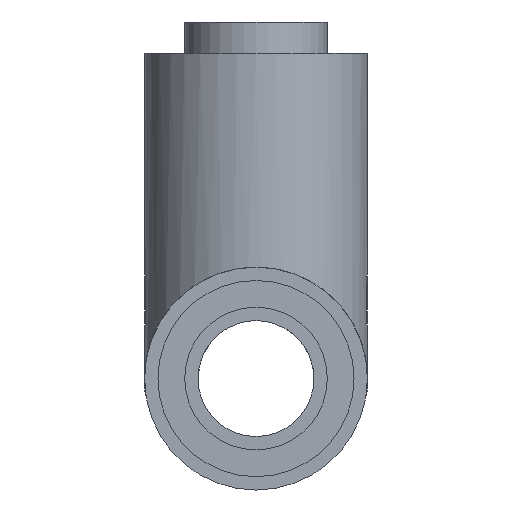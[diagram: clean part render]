
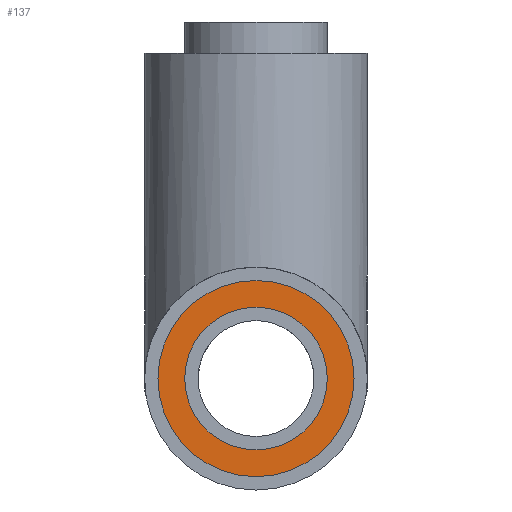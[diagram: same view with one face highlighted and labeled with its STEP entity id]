
A CAD part, left-side view. The second image highlights one B-rep face of the part: STEP entity #137.
In plain terms, the highlighted planar face has unit normal (-1, 0, 0).
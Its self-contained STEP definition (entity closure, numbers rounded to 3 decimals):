
#137 = ADVANCED_FACE( '', ( #311, #312 ), #313, .F. );
#311 = FACE_OUTER_BOUND( '', #528, .T. );
#312 = FACE_BOUND( '', #529, .T. );
#313 = PLANE( '', #530 );
#528 = EDGE_LOOP( '', ( #852 ) );
#529 = EDGE_LOOP( '', ( #853 ) );
#530 = AXIS2_PLACEMENT_3D( '', #854, #855, #856 );
#852 = ORIENTED_EDGE( '', *, *, #1219, .F. );
#853 = ORIENTED_EDGE( '', *, *, #1237, .T. );
#854 = CARTESIAN_POINT( '', ( -30., 0., 16. ) );
#855 = DIRECTION( '', ( 1., 0., 0. ) );
#856 = DIRECTION( '', ( 0., 0., -1. ) );
#1219 = EDGE_CURVE( '', #1455, #1455, #1456, .T. );
#1237 = EDGE_CURVE( '', #1480, #1480, #1481, .T. );
#1455 = VERTEX_POINT( '', #2000 );
#1456 = CIRCLE( '', #2001, 22. );
#1480 = VERTEX_POINT( '', #2047 );
#1481 = CIRCLE( '', #2048, 16. );
#2000 = CARTESIAN_POINT( '', ( -30., 0., -22. ) );
#2001 = AXIS2_PLACEMENT_3D( '', #2383, #2384, #2385 );
#2047 = CARTESIAN_POINT( '', ( -30., 0., -16. ) );
#2048 = AXIS2_PLACEMENT_3D( '', #2409, #2410, #2411 );
#2383 = CARTESIAN_POINT( '', ( -30., 0., 0. ) );
#2384 = DIRECTION( '', ( 1., 0., 0. ) );
#2385 = DIRECTION( '', ( 0., 0., -1. ) );
#2409 = CARTESIAN_POINT( '', ( -30., 0., 0. ) );
#2410 = DIRECTION( '', ( 1., 0., 0. ) );
#2411 = DIRECTION( '', ( 0., 0., -1. ) );
